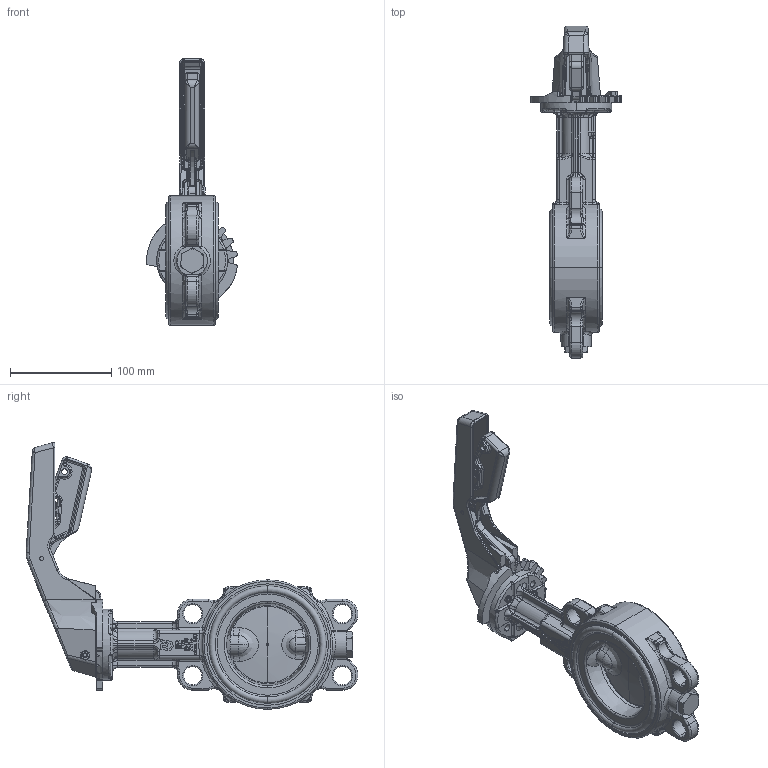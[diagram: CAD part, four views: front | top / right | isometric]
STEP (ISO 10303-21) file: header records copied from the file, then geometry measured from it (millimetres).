
FILE_DESCRIPTION (( 'STEP AP203' ), '1' );
FILE_NAME ('AK01_DN80.STEP', '2022-10-17T13:43:23', ( '' ), ( '' ), 'SwSTEP 2.0', 'SolidWorks 2021', '' );
FILE_SCHEMA (( 'CONFIG_CONTROL_DESIGN' ));
Length unit declared in the file: metre
Products named in the file (12): 01AM4 ABO_5; 01AM4 ABO_2; 01AM4 ABO_4; 01AM4 ABO_9; AK01_DN080_OH; 01AM4 ABO; 01AM4 ABO_3; 01AM4 ABO_8; Handhebel_DN32 bis DN100; 01AM4 ABO_7; AK01_DN80; 01AM4 ABO_6
Assembly tree (11 placements, depth 3):
  AK01_DN80
    AK01_DN080_OH
    Handhebel_DN32 bis DN100
      01AM4 ABO_4
      01AM4 ABO_7
      01AM4 ABO_6
      01AM4 ABO_8
      01AM4 ABO
      01AM4 ABO_5
      01AM4 ABO_9
      01AM4 ABO_2
      01AM4 ABO_3
Bounding box: 89.54 x 327.72 x 263.55 mm (x, y, z)
Volume: 639777.8 mm3; surface area: 167630.1 mm2
Topology: 9 solids, 13 shells, 2587 faces, 6525 edges, 3987 vertices
Faces by surface type: plane 773, bspline 728, cylinder 666, torus 294, cone 86, sphere 40
Entity records: 123212 total; most frequent: CARTESIAN_POINT 65379, ORIENTED_EDGE 12866, DIRECTION 10300, EDGE_CURVE 6433, VERTEX_POINT 3978, AXIS2_PLACEMENT_3D 3806, EDGE_LOOP 2729, LINE 2688
